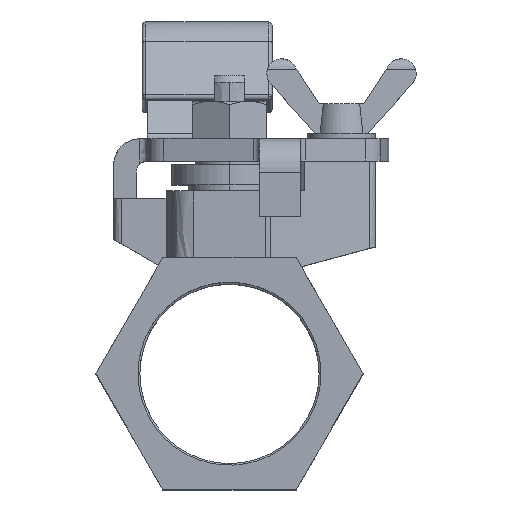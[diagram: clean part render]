
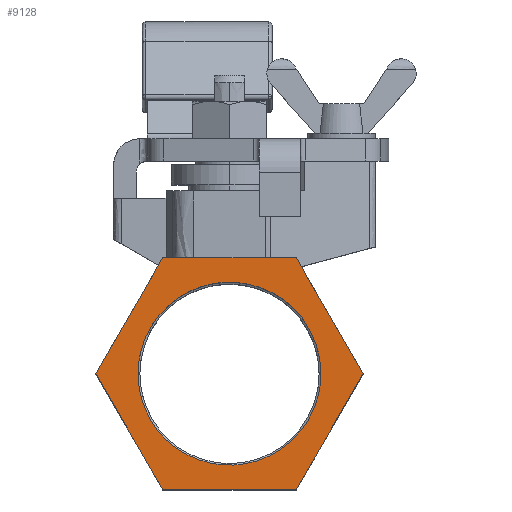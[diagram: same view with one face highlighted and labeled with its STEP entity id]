
A CAD part, top view. The second image highlights one B-rep face of the part: STEP entity #9128.
In plain terms, the highlighted free-form (B-spline) face has degree [1, 1] with [2, 2] control points.
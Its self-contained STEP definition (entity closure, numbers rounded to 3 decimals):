
#6920 = VERTEX_POINT('',#6921);
#6921 = CARTESIAN_POINT('',(10.555,0.,20.249));
#6926 = EDGE_CURVE('',#6927,#6920,#6929,.T.);
#6927 = VERTEX_POINT('',#6928);
#6928 = CARTESIAN_POINT('',(-10.555,0.,
    20.249));
#6929 = ( BOUNDED_CURVE() B_SPLINE_CURVE(2,(#6930,#6931,#6932,#6933,
#6934),.UNSPECIFIED.,.F.,.F.) B_SPLINE_CURVE_WITH_KNOTS((3,2,3),(
    3.142,4.712,6.283),
.PIECEWISE_BEZIER_KNOTS.) CURVE() GEOMETRIC_REPRESENTATION_ITEM() 
RATIONAL_B_SPLINE_CURVE((1.,0.707,1.,0.707,1.)) 
REPRESENTATION_ITEM('') );
#6930 = CARTESIAN_POINT('',(-10.555,0.,
    20.249));
#6931 = CARTESIAN_POINT('',(-10.555,-10.555,
    20.249));
#6932 = CARTESIAN_POINT('',(0.,-10.555,
    20.249));
#6933 = CARTESIAN_POINT('',(10.555,-10.555,
    20.249));
#6934 = CARTESIAN_POINT('',(10.555,0.,
    20.249));
#8882 = VERTEX_POINT('',#8883);
#8883 = CARTESIAN_POINT('',(7.711,-13.356,
    20.249));
#8888 = EDGE_CURVE('',#8889,#8882,#8891,.T.);
#8889 = VERTEX_POINT('',#8890);
#8890 = CARTESIAN_POINT('',(-7.711,-13.356,
    20.249));
#8891 = B_SPLINE_CURVE_WITH_KNOTS('',1,(#8892,#8893),.UNSPECIFIED.,.F.,
  .F.,(2,2),(0.,17.898),.PIECEWISE_BEZIER_KNOTS.);
#8892 = CARTESIAN_POINT('',(-7.711,-13.356,
    20.249));
#8893 = CARTESIAN_POINT('',(7.711,-13.356,
    20.249));
#8948 = VERTEX_POINT('',#8949);
#8949 = CARTESIAN_POINT('',(15.422,0.,
    20.249));
#8954 = EDGE_CURVE('',#8882,#8948,#8955,.T.);
#8955 = B_SPLINE_CURVE_WITH_KNOTS('',1,(#8956,#8957),.UNSPECIFIED.,.F.,
  .F.,(2,2),(0.,17.898),.PIECEWISE_BEZIER_KNOTS.);
#8956 = CARTESIAN_POINT('',(7.711,-13.356,
    20.249));
#8957 = CARTESIAN_POINT('',(15.422,0.,
    20.249));
#8986 = VERTEX_POINT('',#8987);
#8987 = CARTESIAN_POINT('',(7.711,13.356,
    20.249));
#8992 = EDGE_CURVE('',#8948,#8986,#8993,.T.);
#8993 = B_SPLINE_CURVE_WITH_KNOTS('',1,(#8994,#8995),.UNSPECIFIED.,.F.,
  .F.,(2,2),(0.,17.898),.PIECEWISE_BEZIER_KNOTS.);
#8994 = CARTESIAN_POINT('',(15.422,0.,
    20.249));
#8995 = CARTESIAN_POINT('',(7.711,13.356,
    20.249));
#9024 = VERTEX_POINT('',#9025);
#9025 = CARTESIAN_POINT('',(-7.711,13.356,
    20.249));
#9030 = EDGE_CURVE('',#8986,#9024,#9031,.T.);
#9031 = B_SPLINE_CURVE_WITH_KNOTS('',1,(#9032,#9033),.UNSPECIFIED.,.F.,
  .F.,(2,2),(0.,17.898),.PIECEWISE_BEZIER_KNOTS.);
#9032 = CARTESIAN_POINT('',(7.711,13.356,
    20.249));
#9033 = CARTESIAN_POINT('',(-7.711,13.356,
    20.249));
#9062 = VERTEX_POINT('',#9063);
#9063 = CARTESIAN_POINT('',(-15.422,0.,
    20.249));
#9068 = EDGE_CURVE('',#9024,#9062,#9069,.T.);
#9069 = B_SPLINE_CURVE_WITH_KNOTS('',1,(#9070,#9071),.UNSPECIFIED.,.F.,
  .F.,(2,2),(0.,17.898),.PIECEWISE_BEZIER_KNOTS.);
#9070 = CARTESIAN_POINT('',(-7.711,13.356,
    20.249));
#9071 = CARTESIAN_POINT('',(-15.422,0.,
    20.249));
#9118 = EDGE_CURVE('',#9062,#8889,#9119,.T.);
#9119 = B_SPLINE_CURVE_WITH_KNOTS('',1,(#9120,#9121),.UNSPECIFIED.,.F.,
  .F.,(2,2),(0.,17.898),.PIECEWISE_BEZIER_KNOTS.);
#9120 = CARTESIAN_POINT('',(-15.422,0.,
    20.249));
#9121 = CARTESIAN_POINT('',(-7.711,-13.356,
    20.249));
#9128 = ADVANCED_FACE('',(#9129,#9140),#9148,.T.);
#9129 = FACE_BOUND('',#9130,.T.);
#9130 = EDGE_LOOP('',(#9131,#9139));
#9131 = ORIENTED_EDGE('',*,*,#9132,.F.);
#9132 = EDGE_CURVE('',#6920,#6927,#9133,.T.);
#9133 = ( BOUNDED_CURVE() B_SPLINE_CURVE(2,(#9134,#9135,#9136,#9137,
#9138),.UNSPECIFIED.,.F.,.F.) B_SPLINE_CURVE_WITH_KNOTS((3,2,3),(0.,
1.571,3.142),.PIECEWISE_BEZIER_KNOTS.) CURVE() 
GEOMETRIC_REPRESENTATION_ITEM() RATIONAL_B_SPLINE_CURVE((1.,
0.707,1.,0.707,1.)) REPRESENTATION_ITEM('') );
#9134 = CARTESIAN_POINT('',(10.555,0.,20.249));
#9135 = CARTESIAN_POINT('',(10.555,10.555,
    20.249));
#9136 = CARTESIAN_POINT('',(0.,10.555,
    20.249));
#9137 = CARTESIAN_POINT('',(-10.555,10.555,
    20.249));
#9138 = CARTESIAN_POINT('',(-10.555,0.,
    20.249));
#9139 = ORIENTED_EDGE('',*,*,#6926,.F.);
#9140 = FACE_BOUND('',#9141,.T.);
#9141 = EDGE_LOOP('',(#9142,#9143,#9144,#9145,#9146,#9147));
#9142 = ORIENTED_EDGE('',*,*,#8888,.T.);
#9143 = ORIENTED_EDGE('',*,*,#8954,.T.);
#9144 = ORIENTED_EDGE('',*,*,#8992,.T.);
#9145 = ORIENTED_EDGE('',*,*,#9030,.T.);
#9146 = ORIENTED_EDGE('',*,*,#9068,.T.);
#9147 = ORIENTED_EDGE('',*,*,#9118,.T.);
#9148 = B_SPLINE_SURFACE_WITH_KNOTS('',1,1,(
    (#9149,#9150)
    ,(#9151,#9152
    )),.UNSPECIFIED.,.F.,.F.,.F.,(2,2),(2,2),(-17.898,
    17.898),(-15.5,15.5),.PIECEWISE_BEZIER_KNOTS.);
#9149 = CARTESIAN_POINT('',(-15.422,-13.356,
    20.249));
#9150 = CARTESIAN_POINT('',(-15.422,13.356,
    20.249));
#9151 = CARTESIAN_POINT('',(15.422,-13.356,
    20.249));
#9152 = CARTESIAN_POINT('',(15.422,13.356,
    20.249));
